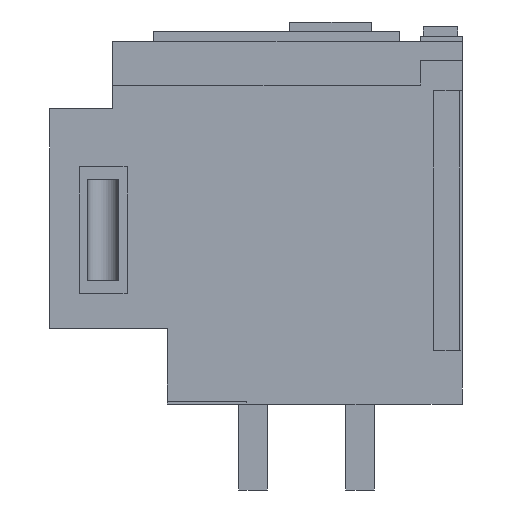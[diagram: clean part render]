
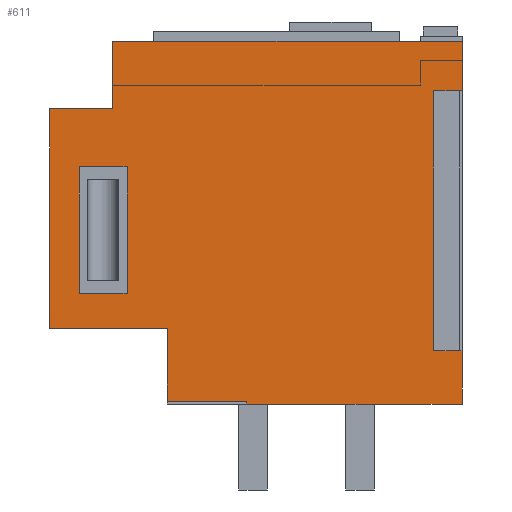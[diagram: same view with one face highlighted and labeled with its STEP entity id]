
A CAD part, left-side view. The second image highlights one B-rep face of the part: STEP entity #611.
In plain terms, the highlighted planar face has unit normal (-1, 0, 0).
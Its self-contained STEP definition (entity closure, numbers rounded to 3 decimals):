
#425=FACE_BOUND('',#1227,.T.);
#426=FACE_BOUND('',#1228,.T.);
#427=FACE_BOUND('',#1229,.T.);
#611=ADVANCED_FACE('',(#425,#426,#427),#808,.F.);
#808=PLANE('',#5026);
#1227=EDGE_LOOP('',(#1796,#1797,#1798,#1799,#1800,#1801,#1802,#1803,#1804,
#1805,#1806,#1807,#1808));
#1228=EDGE_LOOP('',(#1809,#1810,#1811,#1812));
#1229=EDGE_LOOP('',(#1813,#1814,#1815,#1816));
#1796=ORIENTED_EDGE('',*,*,#3564,.T.);
#1797=ORIENTED_EDGE('',*,*,#3565,.F.);
#1798=ORIENTED_EDGE('',*,*,#3313,.F.);
#1799=ORIENTED_EDGE('',*,*,#3566,.F.);
#1800=ORIENTED_EDGE('',*,*,#3567,.T.);
#1801=ORIENTED_EDGE('',*,*,#3326,.T.);
#1802=ORIENTED_EDGE('',*,*,#3568,.T.);
#1803=ORIENTED_EDGE('',*,*,#3322,.T.);
#1804=ORIENTED_EDGE('',*,*,#3569,.T.);
#1805=ORIENTED_EDGE('',*,*,#3570,.F.);
#1806=ORIENTED_EDGE('',*,*,#3571,.F.);
#1807=ORIENTED_EDGE('',*,*,#3572,.F.);
#1808=ORIENTED_EDGE('',*,*,#3573,.F.);
#1809=ORIENTED_EDGE('',*,*,#3574,.T.);
#1810=ORIENTED_EDGE('',*,*,#3575,.T.);
#1811=ORIENTED_EDGE('',*,*,#3576,.F.);
#1812=ORIENTED_EDGE('',*,*,#3577,.F.);
#1813=ORIENTED_EDGE('',*,*,#3578,.F.);
#1814=ORIENTED_EDGE('',*,*,#3579,.F.);
#1815=ORIENTED_EDGE('',*,*,#3580,.F.);
#1816=ORIENTED_EDGE('',*,*,#3581,.F.);
#2871=VERTEX_POINT('',#6732);
#2872=VERTEX_POINT('',#6734);
#2880=VERTEX_POINT('',#6751);
#2881=VERTEX_POINT('',#6753);
#2884=VERTEX_POINT('',#6759);
#2885=VERTEX_POINT('',#6761);
#3118=VERTEX_POINT('',#7284);
#3119=VERTEX_POINT('',#7285);
#3120=VERTEX_POINT('',#7288);
#3121=VERTEX_POINT('',#7292);
#3122=VERTEX_POINT('',#7294);
#3123=VERTEX_POINT('',#7296);
#3124=VERTEX_POINT('',#7298);
#3125=VERTEX_POINT('',#7301);
#3126=VERTEX_POINT('',#7302);
#3127=VERTEX_POINT('',#7304);
#3128=VERTEX_POINT('',#7306);
#3129=VERTEX_POINT('',#7309);
#3130=VERTEX_POINT('',#7310);
#3131=VERTEX_POINT('',#7312);
#3132=VERTEX_POINT('',#7314);
#3313=EDGE_CURVE('',#2871,#2872,#3979,.T.);
#3322=EDGE_CURVE('',#2881,#2880,#3988,.T.);
#3326=EDGE_CURVE('',#2885,#2884,#3992,.T.);
#3564=EDGE_CURVE('',#3118,#3119,#4130,.T.);
#3565=EDGE_CURVE('',#2872,#3119,#4131,.T.);
#3566=EDGE_CURVE('',#3120,#2871,#4132,.T.);
#3567=EDGE_CURVE('',#3120,#2885,#4133,.T.);
#3568=EDGE_CURVE('',#2884,#2881,#4134,.T.);
#3569=EDGE_CURVE('',#2880,#3121,#4135,.T.);
#3570=EDGE_CURVE('',#3122,#3121,#4136,.T.);
#3571=EDGE_CURVE('',#3123,#3122,#4137,.T.);
#3572=EDGE_CURVE('',#3124,#3123,#4138,.T.);
#3573=EDGE_CURVE('',#3118,#3124,#4139,.T.);
#3574=EDGE_CURVE('',#3125,#3126,#4140,.T.);
#3575=EDGE_CURVE('',#3126,#3127,#4141,.T.);
#3576=EDGE_CURVE('',#3128,#3127,#4142,.T.);
#3577=EDGE_CURVE('',#3125,#3128,#4143,.T.);
#3578=EDGE_CURVE('',#3129,#3130,#4144,.T.);
#3579=EDGE_CURVE('',#3131,#3129,#4145,.T.);
#3580=EDGE_CURVE('',#3132,#3131,#4146,.T.);
#3581=EDGE_CURVE('',#3130,#3132,#4147,.T.);
#3979=LINE('',#6733,#4429);
#3988=LINE('',#6752,#4438);
#3992=LINE('',#6760,#4442);
#4130=LINE('',#7283,#4580);
#4131=LINE('',#7286,#4581);
#4132=LINE('',#7287,#4582);
#4133=LINE('',#7289,#4583);
#4134=LINE('',#7290,#4584);
#4135=LINE('',#7291,#4585);
#4136=LINE('',#7293,#4586);
#4137=LINE('',#7295,#4587);
#4138=LINE('',#7297,#4588);
#4139=LINE('',#7299,#4589);
#4140=LINE('',#7300,#4590);
#4141=LINE('',#7303,#4591);
#4142=LINE('',#7305,#4592);
#4143=LINE('',#7307,#4593);
#4144=LINE('',#7308,#4594);
#4145=LINE('',#7311,#4595);
#4146=LINE('',#7313,#4596);
#4147=LINE('',#7315,#4597);
#4429=VECTOR('',#5349,1.);
#4438=VECTOR('',#5360,1.);
#4442=VECTOR('',#5364,1.);
#4580=VECTOR('',#5806,1.);
#4581=VECTOR('',#5807,1.);
#4582=VECTOR('',#5808,1.);
#4583=VECTOR('',#5809,1.);
#4584=VECTOR('',#5810,1.);
#4585=VECTOR('',#5811,1.);
#4586=VECTOR('',#5812,1.);
#4587=VECTOR('',#5813,1.);
#4588=VECTOR('',#5814,1.);
#4589=VECTOR('',#5815,1.);
#4590=VECTOR('',#5816,1.);
#4591=VECTOR('',#5817,1.);
#4592=VECTOR('',#5818,1.);
#4593=VECTOR('',#5819,1.);
#4594=VECTOR('',#5820,1.);
#4595=VECTOR('',#5821,1.);
#4596=VECTOR('',#5822,1.);
#4597=VECTOR('',#5823,1.);
#5026=AXIS2_PLACEMENT_3D('',#7316,#5824,#5825);
#5349=DIRECTION('',(0.,1.,0.));
#5360=DIRECTION('',(0.,-1.,0.));
#5364=DIRECTION('',(0.,-1.,0.));
#5806=DIRECTION('',(0.,-1.,0.));
#5807=DIRECTION('',(0.,0.,1.));
#5808=DIRECTION('',(0.,0.,1.));
#5809=DIRECTION('',(0.,-1.,0.));
#5810=DIRECTION('',(0.,-1.,0.));
#5811=DIRECTION('',(0.,0.,1.));
#5812=DIRECTION('',(0.,-1.,0.));
#5813=DIRECTION('',(0.,0.,1.));
#5814=DIRECTION('',(0.,-1.,0.));
#5815=DIRECTION('',(0.,0.,1.));
#5816=DIRECTION('',(0.,1.,0.));
#5817=DIRECTION('',(0.,0.,1.));
#5818=DIRECTION('',(0.,1.,0.));
#5819=DIRECTION('',(0.,0.,1.));
#5820=DIRECTION('',(0.,-1.,0.));
#5821=DIRECTION('',(0.,0.,-1.));
#5822=DIRECTION('',(0.,1.,0.));
#5823=DIRECTION('',(0.,0.,1.));
#5824=DIRECTION('',(1.,0.,0.));
#5825=DIRECTION('',(0.,0.,1.));
#6732=CARTESIAN_POINT('',(-445.,226.,-149.5));
#6733=CARTESIAN_POINT('',(-445.,0.,-149.5));
#6734=CARTESIAN_POINT('',(-445.,309.,-149.5));
#6751=CARTESIAN_POINT('',(-445.,0.,-152.5));
#6752=CARTESIAN_POINT('',(-445.,226.,-152.5));
#6753=CARTESIAN_POINT('',(-445.,92.,-152.5));
#6759=CARTESIAN_POINT('',(-445.,122.,-152.5));
#6760=CARTESIAN_POINT('',(-445.,226.,-152.5));
#6761=CARTESIAN_POINT('',(-445.,204.,-152.5));
#7283=CARTESIAN_POINT('',(-445.,0.,-73.3));
#7284=CARTESIAN_POINT('',(-445.,432.,-73.3));
#7285=CARTESIAN_POINT('',(-445.,309.,-73.3));
#7286=CARTESIAN_POINT('',(-445.,309.,-73.3));
#7287=CARTESIAN_POINT('',(-445.,226.,-152.5));
#7288=CARTESIAN_POINT('',(-445.,226.,-152.5));
#7289=CARTESIAN_POINT('',(-445.,226.,-152.5));
#7290=CARTESIAN_POINT('',(-445.,226.,-152.5));
#7291=CARTESIAN_POINT('',(-445.,0.,-122.5));
#7292=CARTESIAN_POINT('',(-445.,0.,227.5));
#7293=CARTESIAN_POINT('',(-445.,0.,227.5));
#7294=CARTESIAN_POINT('',(-445.,366.,227.5));
#7295=CARTESIAN_POINT('',(-445.,366.,156.5));
#7296=CARTESIAN_POINT('',(-445.,366.,156.5));
#7297=CARTESIAN_POINT('',(-445.,0.,156.5));
#7298=CARTESIAN_POINT('',(-445.,432.,156.5));
#7299=CARTESIAN_POINT('',(-445.,432.,-122.5));
#7300=CARTESIAN_POINT('',(-445.,30.,-96.5));
#7301=CARTESIAN_POINT('',(-445.,3.,-96.5));
#7302=CARTESIAN_POINT('',(-445.,30.,-96.5));
#7303=CARTESIAN_POINT('',(-445.,30.,-96.5));
#7304=CARTESIAN_POINT('',(-445.,30.,175.5));
#7305=CARTESIAN_POINT('',(-445.,30.,175.5));
#7306=CARTESIAN_POINT('',(-445.,3.,175.5));
#7307=CARTESIAN_POINT('',(-445.,3.,-96.5));
#7308=CARTESIAN_POINT('',(-445.,371.,-36.3));
#7309=CARTESIAN_POINT('',(-445.,401.,-36.3));
#7310=CARTESIAN_POINT('',(-445.,351.,-36.3));
#7311=CARTESIAN_POINT('',(-445.,401.,-36.3));
#7312=CARTESIAN_POINT('',(-445.,401.,95.7));
#7313=CARTESIAN_POINT('',(-445.,371.,95.7));
#7314=CARTESIAN_POINT('',(-445.,351.,95.7));
#7315=CARTESIAN_POINT('',(-445.,351.,-36.3));
#7316=CARTESIAN_POINT('',(-445.,0.,-122.5));
